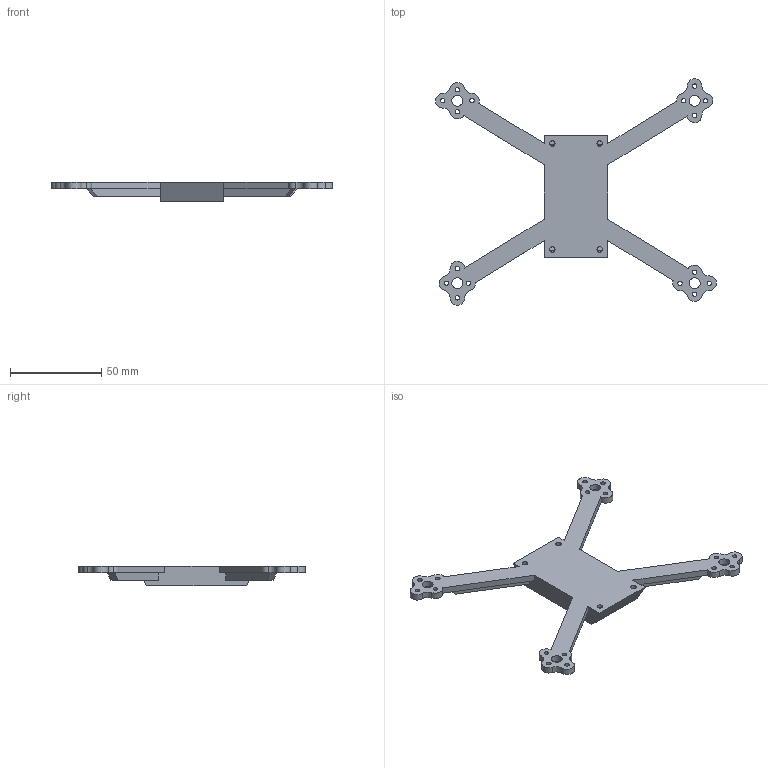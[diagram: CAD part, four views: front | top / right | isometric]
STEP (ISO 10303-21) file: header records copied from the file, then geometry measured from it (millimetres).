
FILE_DESCRIPTION(/* description */ (''),/* implementation_level */ '2;1');
FILE_NAME(/* name */ 'MicroDroneFinal v24.step',/* time_stamp */ '2024-02-14T14:23:20Z',/* author */ (''),/* organization */ (''),/* preprocessor_version */ 'ST-DEVELOPER v20',/* originating_system */ 'Autodesk Translation Framework v12.20.1.177',/* authorisation */ '');
FILE_SCHEMA (('AUTOMOTIVE_DESIGN { 1 0 10303 214 3 1 1 }'));
Length unit declared in the file: millimetre
Products named in the file (1): MicroDroneFinal
Bounding box: 154 x 124 x 10.6 mm (x, y, z)
Volume: 23659.8 mm3; surface area: 17684.7 mm2
Topology: 1 solids, 1 shells, 95 faces, 280 edges, 184 vertices
Faces by surface type: cylinder 52, plane 43
Full cylindrical faces by diameter (mm): 2.4 x16, 3 x4, 6 x4
Entity records: 3320 total; most frequent: DIRECTION 584, ORIENTED_EDGE 560, CARTESIAN_POINT 560, EDGE_CURVE 280, AXIS2_PLACEMENT_3D 208, VERTEX_POINT 184, LINE 168, VECTOR 168
